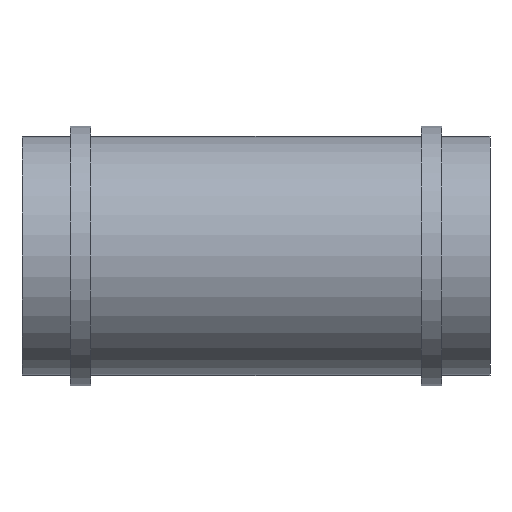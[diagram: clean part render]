
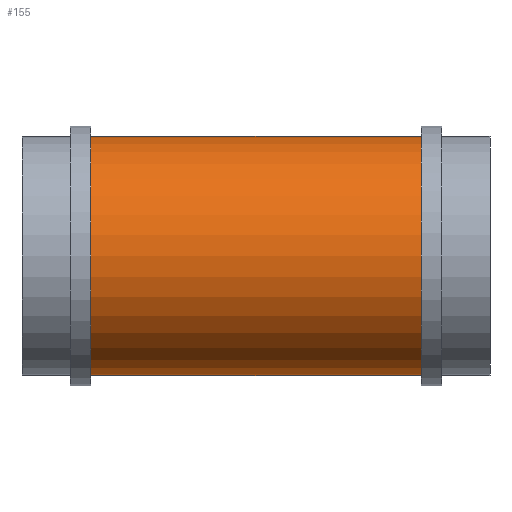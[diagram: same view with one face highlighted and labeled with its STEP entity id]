
A CAD part, front view. The second image highlights one B-rep face of the part: STEP entity #155.
In plain terms, the highlighted cylindrical face has radius 23.5 mm (diameter 47 mm), a full revolution.
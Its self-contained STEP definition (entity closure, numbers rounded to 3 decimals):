
#29=FACE_OUTER_BOUND('',#42,.T.);
#42=EDGE_LOOP('',(#117,#118,#119,#120));
#58=LINE('',#272,#64);
#64=VECTOR('',#220,23.5);
#71=CIRCLE('',#183,23.5);
#72=CIRCLE('',#185,23.5);
#83=VERTEX_POINT('',#267);
#84=VERTEX_POINT('',#270);
#96=EDGE_CURVE('',#83,#83,#71,.T.);
#97=EDGE_CURVE('',#84,#84,#72,.T.);
#98=EDGE_CURVE('',#84,#83,#58,.T.);
#117=ORIENTED_EDGE('',*,*,#97,.F.);
#118=ORIENTED_EDGE('',*,*,#98,.T.);
#119=ORIENTED_EDGE('',*,*,#96,.T.);
#120=ORIENTED_EDGE('',*,*,#98,.F.);
#148=CYLINDRICAL_SURFACE('',#184,23.5);
#155=ADVANCED_FACE('',(#29),#148,.T.);
#183=AXIS2_PLACEMENT_3D('',#268,#214,#215);
#184=AXIS2_PLACEMENT_3D('',#269,#216,#217);
#185=AXIS2_PLACEMENT_3D('',#271,#218,#219);
#214=DIRECTION('center_axis',(-1.,0.,0.));
#215=DIRECTION('ref_axis',(0.,0.,1.));
#216=DIRECTION('center_axis',(-1.,0.,0.));
#217=DIRECTION('ref_axis',(0.,0.,1.));
#218=DIRECTION('center_axis',(-1.,0.,0.));
#219=DIRECTION('ref_axis',(0.,0.,1.));
#220=DIRECTION('',(1.,0.,0.));
#267=CARTESIAN_POINT('',(78.5,0.,-23.5));
#268=CARTESIAN_POINT('Origin',(78.5,0.,0.));
#269=CARTESIAN_POINT('Origin',(46.,0.,0.));
#270=CARTESIAN_POINT('',(13.5,0.,-23.5));
#271=CARTESIAN_POINT('Origin',(13.5,0.,0.));
#272=CARTESIAN_POINT('',(46.,0.,-23.5));
